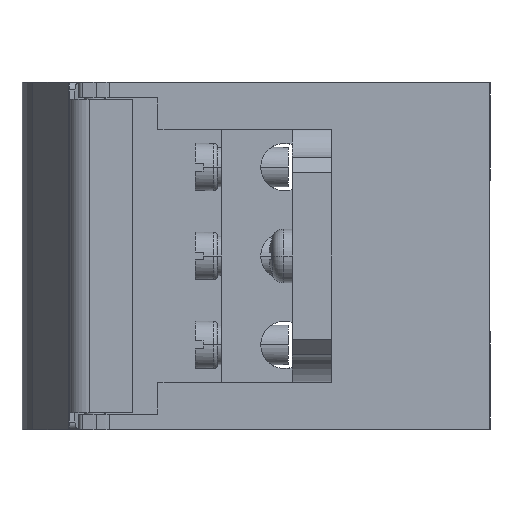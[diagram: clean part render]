
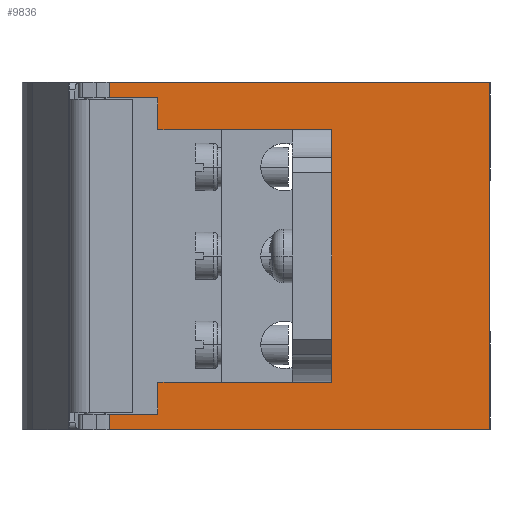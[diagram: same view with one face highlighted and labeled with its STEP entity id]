
A CAD part, left-side view. The second image highlights one B-rep face of the part: STEP entity #9836.
In plain terms, the highlighted planar face has unit normal (-1, 0, 0).
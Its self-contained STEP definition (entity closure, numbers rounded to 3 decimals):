
#679=DIRECTION('',(0.,0.,1.));
#680=VECTOR('',#679,25.);
#681=CARTESIAN_POINT('',(-21.,20.,-12.5));
#682=LINE('',#681,#680);
#683=DIRECTION('',(0.,1.,0.));
#684=VECTOR('',#683,6.172);
#685=CARTESIAN_POINT('',(-21.,42.,20.));
#686=LINE('',#685,#684);
#687=DIRECTION('',(0.,0.,1.));
#688=VECTOR('',#687,2.);
#689=CARTESIAN_POINT('',(-21.,48.172,20.));
#690=LINE('',#689,#688);
#691=DIRECTION('',(0.,-1.,0.));
#692=VECTOR('',#691,48.172);
#693=CARTESIAN_POINT('',(-21.,48.172,22.));
#694=LINE('',#693,#692);
#695=DIRECTION('',(0.,1.,0.));
#696=VECTOR('',#695,48.172);
#697=CARTESIAN_POINT('',(-21.,0.,-22.));
#698=LINE('',#697,#696);
#699=DIRECTION('',(0.,-1.,0.));
#700=VECTOR('',#699,6.172);
#701=CARTESIAN_POINT('',(-21.,48.172,-20.));
#702=LINE('',#701,#700);
#728=DIRECTION('',(0.,0.,-1.));
#729=VECTOR('',#728,3.5);
#730=CARTESIAN_POINT('',(-21.,20.,-12.5));
#731=LINE('',#730,#729);
#744=DIRECTION('',(0.,0.,-1.));
#745=VECTOR('',#744,3.5);
#746=CARTESIAN_POINT('',(-21.,20.,16.));
#747=LINE('',#746,#745);
#4444=DIRECTION('',(0.,1.,0.));
#4445=VECTOR('',#4444,22.);
#4446=CARTESIAN_POINT('',(-21.,20.,-16.));
#4447=LINE('',#4446,#4445);
#4448=DIRECTION('',(0.,0.,-1.));
#4449=VECTOR('',#4448,4.);
#4450=CARTESIAN_POINT('',(-21.,42.,-16.));
#4451=LINE('',#4450,#4449);
#5794=DIRECTION('',(0.,0.,-1.));
#5795=VECTOR('',#5794,4.);
#5796=CARTESIAN_POINT('',(-21.,42.,20.));
#5797=LINE('',#5796,#5795);
#5810=DIRECTION('',(0.,-1.,0.));
#5811=VECTOR('',#5810,22.);
#5812=CARTESIAN_POINT('',(-21.,42.,16.));
#5813=LINE('',#5812,#5811);
#6361=DIRECTION('',(0.,0.,1.));
#6362=VECTOR('',#6361,44.);
#6363=CARTESIAN_POINT('',(-21.,0.,-22.));
#6364=LINE('',#6363,#6362);
#6877=DIRECTION('',(0.,0.,-1.));
#6878=VECTOR('',#6877,2.);
#6879=CARTESIAN_POINT('',(-21.,48.172,-20.));
#6880=LINE('',#6879,#6878);
#7242=CARTESIAN_POINT('',(-21.,48.172,-22.));
#7243=VERTEX_POINT('',#7242);
#7244=CARTESIAN_POINT('',(-21.,0.,-22.));
#7245=VERTEX_POINT('',#7244);
#7296=CARTESIAN_POINT('',(-21.,48.172,-20.));
#7298=VERTEX_POINT('',#7296);
#7366=CARTESIAN_POINT('',(-21.,48.172,20.));
#7367=VERTEX_POINT('',#7366);
#7369=CARTESIAN_POINT('',(-21.,42.,20.));
#7371=VERTEX_POINT('',#7369);
#7412=CARTESIAN_POINT('',(-21.,0.,22.));
#7413=VERTEX_POINT('',#7412);
#7414=CARTESIAN_POINT('',(-21.,48.172,22.));
#7415=VERTEX_POINT('',#7414);
#7428=CARTESIAN_POINT('',(-21.,42.,-20.));
#7429=VERTEX_POINT('',#7428);
#7430=CARTESIAN_POINT('',(-21.,42.,-16.));
#7431=VERTEX_POINT('',#7430);
#7432=CARTESIAN_POINT('',(-21.,20.,-16.));
#7433=VERTEX_POINT('',#7432);
#7434=CARTESIAN_POINT('',(-21.,42.,16.));
#7435=CARTESIAN_POINT('',(-21.,20.,16.));
#7436=VERTEX_POINT('',#7434);
#7437=VERTEX_POINT('',#7435);
#8435=CARTESIAN_POINT('',(-21.,20.,-12.5));
#8436=CARTESIAN_POINT('',(-21.,20.,12.5));
#8437=VERTEX_POINT('',#8435);
#8438=VERTEX_POINT('',#8436);
#9802=CARTESIAN_POINT('',(-21.,24.086,0.));
#9803=DIRECTION('',(1.,0.,0.));
#9804=DIRECTION('',(0.,-1.,0.));
#9805=AXIS2_PLACEMENT_3D('',#9802,#9803,#9804);
#9806=PLANE('',#9805);
#9807=ORIENTED_EDGE('',*,*,#9735,.T.);
#9809=ORIENTED_EDGE('',*,*,#9808,.F.);
#9811=ORIENTED_EDGE('',*,*,#9810,.F.);
#9813=ORIENTED_EDGE('',*,*,#9812,.F.);
#9815=ORIENTED_EDGE('',*,*,#9814,.T.);
#9817=ORIENTED_EDGE('',*,*,#9816,.T.);
#9819=ORIENTED_EDGE('',*,*,#9818,.T.);
#9821=ORIENTED_EDGE('',*,*,#9820,.F.);
#9823=ORIENTED_EDGE('',*,*,#9822,.T.);
#9825=ORIENTED_EDGE('',*,*,#9824,.F.);
#9827=ORIENTED_EDGE('',*,*,#9826,.T.);
#9829=ORIENTED_EDGE('',*,*,#9828,.F.);
#9831=ORIENTED_EDGE('',*,*,#9830,.F.);
#9833=ORIENTED_EDGE('',*,*,#9832,.F.);
#9834=EDGE_LOOP('',(#9807,#9809,#9811,#9813,#9815,#9817,#9819,#9821,#9823,#9825,
#9827,#9829,#9831,#9833));
#9835=FACE_OUTER_BOUND('',#9834,.F.);
#9735=EDGE_CURVE('',#8437,#8438,#682,.T.);
#9808=EDGE_CURVE('',#7437,#8438,#747,.T.);
#9810=EDGE_CURVE('',#7436,#7437,#5813,.T.);
#9812=EDGE_CURVE('',#7371,#7436,#5797,.T.);
#9814=EDGE_CURVE('',#7371,#7367,#686,.T.);
#9816=EDGE_CURVE('',#7367,#7415,#690,.T.);
#9818=EDGE_CURVE('',#7415,#7413,#694,.T.);
#9820=EDGE_CURVE('',#7245,#7413,#6364,.T.);
#9822=EDGE_CURVE('',#7245,#7243,#698,.T.);
#9824=EDGE_CURVE('',#7298,#7243,#6880,.T.);
#9826=EDGE_CURVE('',#7298,#7429,#702,.T.);
#9828=EDGE_CURVE('',#7431,#7429,#4451,.T.);
#9830=EDGE_CURVE('',#7433,#7431,#4447,.T.);
#9832=EDGE_CURVE('',#8437,#7433,#731,.T.);
#9836=ADVANCED_FACE('',(#9835),#9806,.F.);
